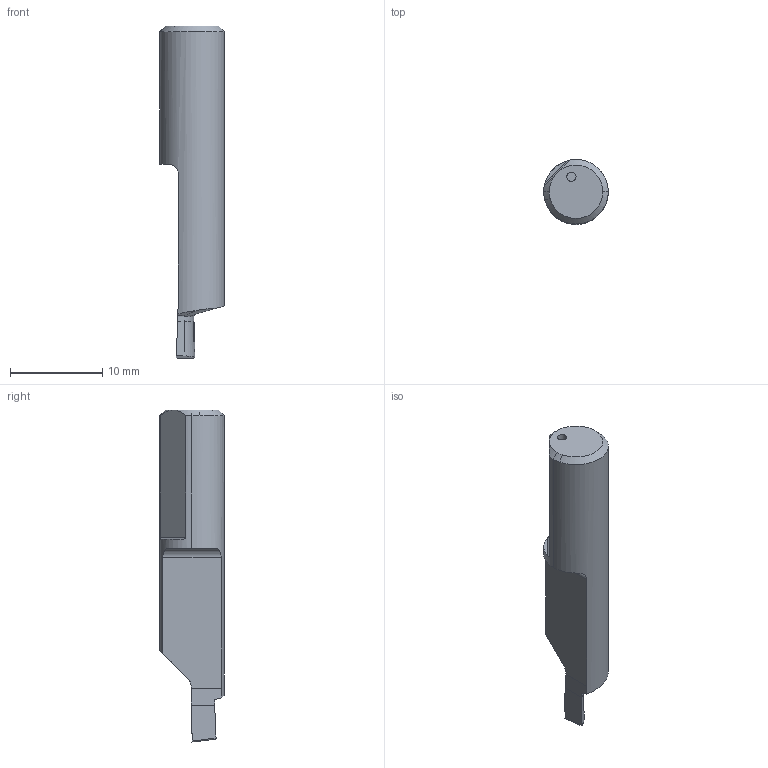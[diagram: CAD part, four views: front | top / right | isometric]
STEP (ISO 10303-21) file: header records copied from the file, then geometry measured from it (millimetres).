
FILE_DESCRIPTION(('CATIA V5 STEP','CAx-IF Rec.Pracs.--- Model Styling and Organization---1.2---2011-12-15'),'2;1');
FILE_NAME('6861120 - MINAR07-200200D060_STPL.stp','2018-06-20T02:59:06+00:00',('none'),('none'),'CATIA Version 5 Release 21 SP 5 (IN-10)','CATIA V5 STEP AP214','none');
FILE_SCHEMA(('AUTOMOTIVE_DESIGN { 1 0 10303 214 1 1 1 1 }'));
Length unit declared in the file: millimetre
Products named in the file (1): MINAR07-200200D060
Bounding box: 7 x 7 x 36 mm (x, y, z)
Volume: 993.2 mm3; surface area: 751.2 mm2
Topology: 2 solids, 2 shells, 50 faces, 130 edges, 88 vertices
Faces by surface type: plane 18, cylinder 14, extrusion 6, bspline 6, cone 4, revolution 2
Entity records: 1979 total; most frequent: CARTESIAN_POINT 764, ORIENTED_EDGE 248, DIRECTION 161, EDGE_CURVE 124, VERTEX_POINT 80, VECTOR 67, LINE 61, B_SPLINE_CURVE_WITH_KNOTS 59
